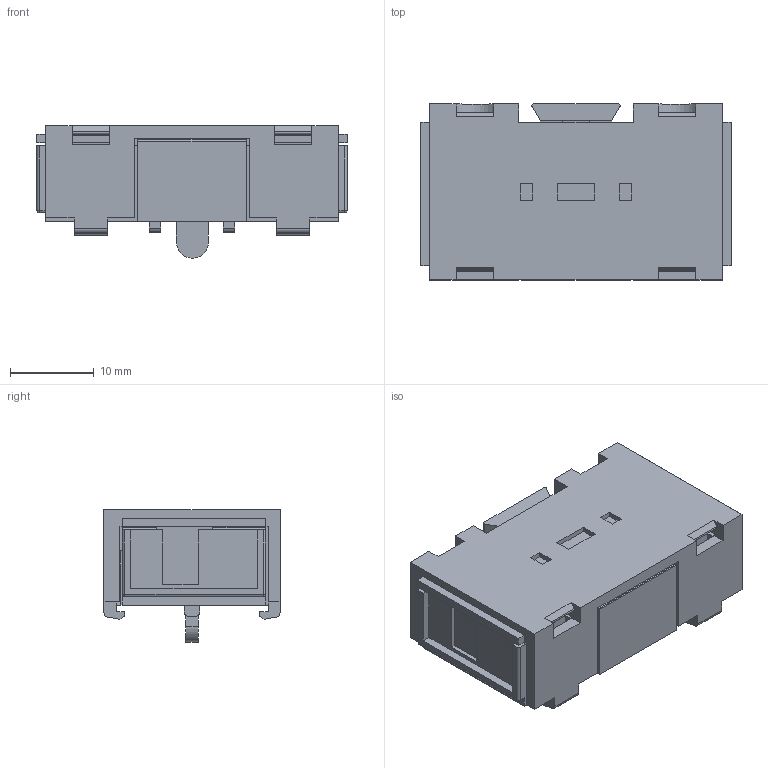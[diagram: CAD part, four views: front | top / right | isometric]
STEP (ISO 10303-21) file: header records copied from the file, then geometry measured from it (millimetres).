
FILE_DESCRIPTION((''),'2;1');
FILE_NAME('OA7G10_SW0001','2022-04-06T09:42:17',('FIJOKON'),(''),'CREO PARAMETRIC BY PTC INC, 2020184','CREO PARAMETRIC BY PTC INC, 2020184','');
FILE_SCHEMA(('AUTOMOTIVE_DESIGN { 1 0 10303 214 1 1 1 1 }'));
Length unit declared in the file: millimetre
Products named in the file (1): OA7G10_SW0001
Bounding box: 37 x 21 x 15.8 mm (x, y, z)
Volume: 7651.2 mm3; surface area: 5079.9 mm2
Topology: 1 solids, 1 shells, 364 faces, 1057 edges, 682 vertices
Faces by surface type: plane 266, cylinder 82, sphere 10, torus 4, cone 2
Entity records: 15658 total; most frequent: CARTESIAN_POINT 2113, ORIENTED_EDGE 2094, DIRECTION 1977, EDGE_CURVE 1047, VECTOR 874, LINE 874, VERTEX_POINT 682, AXIS2_PLACEMENT_3D 550
